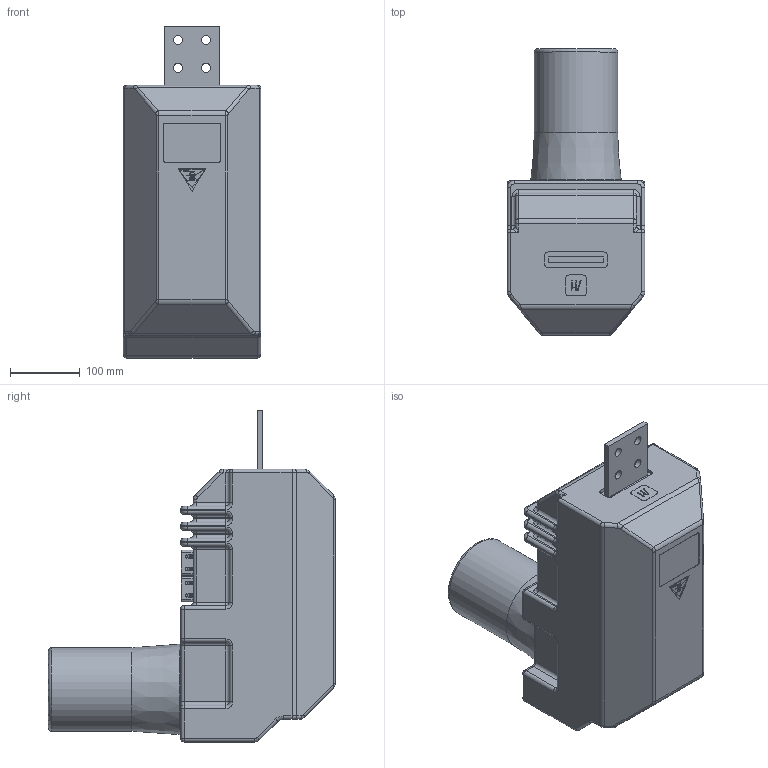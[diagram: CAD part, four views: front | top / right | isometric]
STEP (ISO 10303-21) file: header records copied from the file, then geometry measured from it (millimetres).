
FILE_DESCRIPTION(('STEP AP242'), '1');
FILE_NAME('ﾒﾋﾏ-10-4 ﾌ3 1500ﾀ', '', ('UNSPECIFIED'), ('UNSPECIFIED'), 'C3D Converter', 'C3D Toolkit', '');
FILE_SCHEMA(('AP242_MANAGED_MODEL_BASED_3D_ENGINEERING_MIM_LF { 1 0 10303 442 1 1 4 }'));
Length unit declared in the file: millimetre
Products named in the file (17): Втулка ЭК.8.211.004; Втулка крепеж М12
Assembly tree (42 placements, depth 4):
  (unnamed)
    (unnamed)
    (unnamed)
      (unnamed)
      (unnamed)
        (unnamed)
        (unnamed)
      (unnamed)
      (unnamed)
    (unnamed)
    (unnamed)
    (unnamed)  x4
    Втулка ЭК.8.211.004  x8
    Втулка крепеж М12  x4
    (unnamed)  x8
    (unnamed)  x4
    (unnamed)  x4
Bounding box: 198 x 412.5 x 477 mm (x, y, z)
Volume: 15134424.4 mm3; surface area: 1165213.2 mm2
Topology: 56 solids, 58 shells, 2633 faces, 6444 edges, 3935 vertices
Faces by surface type: plane 1073, cylinder 653, extrusion 458, torus 282, cone 89, sphere 52, bspline 26
Full cylindrical faces by diameter (mm): 1.25 x1, 2 x16, 2.25 x1, 2.5 x4, 4 x8, 4.134 x12, 4.917 x8, 5 x4, 5.5 x4, 6 x18, 8 x8, 8.376 x1, 9 x8, 10 x24, 10.106 x6, 10.2 x4, 12.5 x10, 13 x8, 13.835 x1, 15 x4, 16 x1, 17 x12, 21.5 x2, 35 x2, 55 x1, 60 x2, 75 x2, 90 x1, 120 x1, 140 x2
Entity records: 60749 total; most frequent: CARTESIAN_POINT 15428, ORIENTED_EDGE 9012, DIRECTION 7682, EDGE_CURVE 4506, VECTOR 3094, VERTEX_POINT 2902, LINE 2636, AXIS2_PLACEMENT_3D 2294
